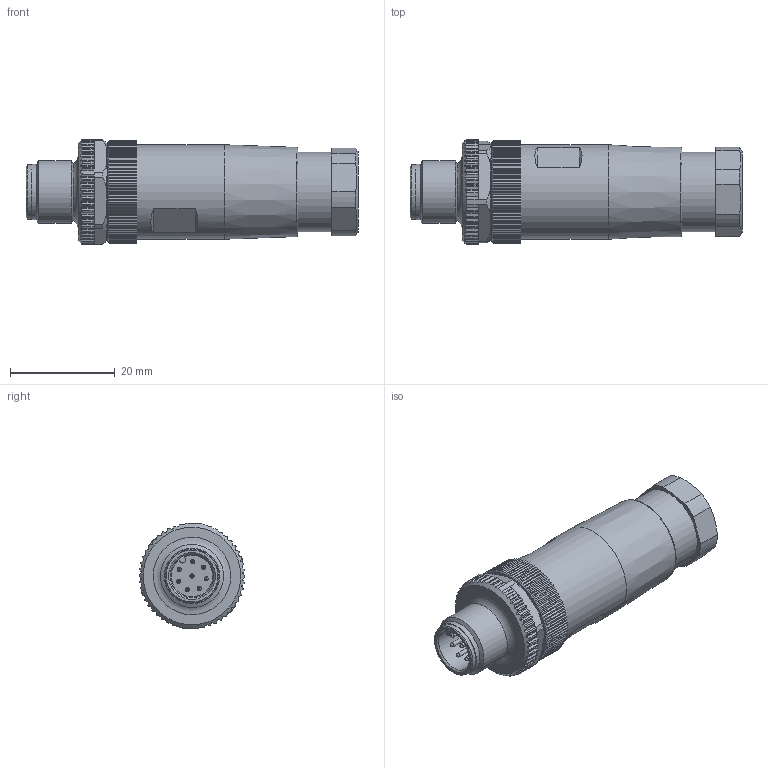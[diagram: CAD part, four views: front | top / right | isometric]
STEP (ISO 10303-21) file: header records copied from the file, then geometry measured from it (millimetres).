
FILE_DESCRIPTION(/* description */ (''),/* implementation_level */ '2;1');
FILE_NAME(/* name */ 'WASC8K.stp',/* time_stamp */ '2015-11-23T13:50:42+01:00',/* author */ (''),/* organization */ (''),/* preprocessor_version */ 'ST-DEVELOPER v16',/* originating_system */ 'SIEMENS PLM Software NX 10.0',/* authorisation */ '');
FILE_SCHEMA (('AP203_CONFIGURATION_CONTROLLED_3D_DESIGN_OF_MECHANICAL_PARTS_AND_ASSEMBLIES_MIM_LF { 1 0 10303 403 2 1 2}'));
Length unit declared in the file: millimetre
Products named in the file (1): WASC8K
Bounding box: 63.3 x 20.2 x 20.2 mm (x, y, z)
Volume: 13704.8 mm3; surface area: 4665.6 mm2
Topology: 1 solids, 1 shells, 609 faces, 1746 edges, 1157 vertices
Faces by surface type: plane 358, cylinder 226, cone 15, bspline 8, torus 2
Full cylindrical faces by diameter (mm): 0.8 x8, 8.3 x1, 10.3 x1, 10.6 x1, 12 x1, 13.9 x1, 15.2 x1, 18 x1
Entity records: 21482 total; most frequent: CARTESIAN_POINT 6173, ORIENTED_EDGE 3392, DIRECTION 2874, EDGE_CURVE 1696, VERTEX_POINT 1141, AXIS2_PLACEMENT_3D 994, LINE 886, VECTOR 886
